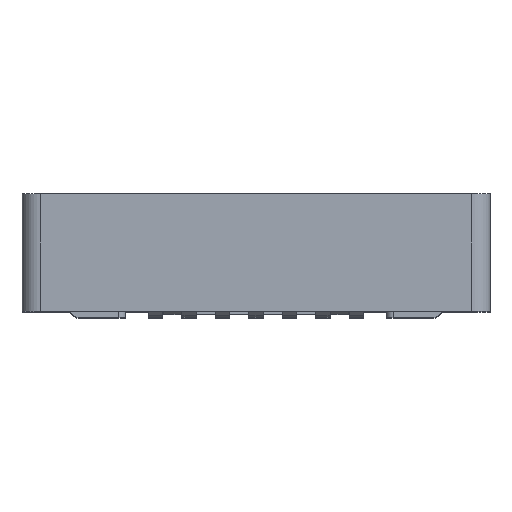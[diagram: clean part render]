
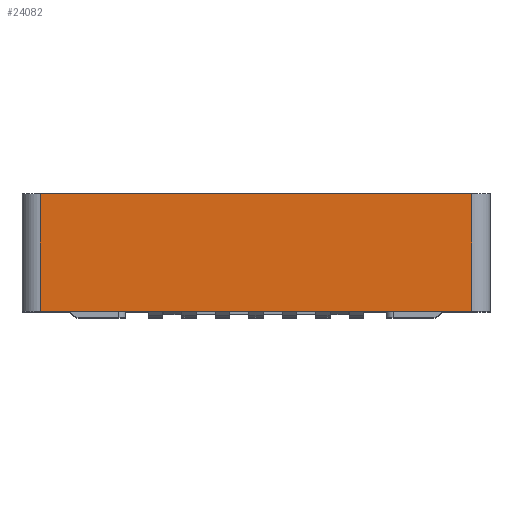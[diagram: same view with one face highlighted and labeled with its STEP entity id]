
A CAD part, top view. The second image highlights one B-rep face of the part: STEP entity #24082.
In plain terms, the highlighted planar face has unit normal (0, 0, 1).
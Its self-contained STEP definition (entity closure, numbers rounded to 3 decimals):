
#53 = VECTOR ( 'NONE', #3488, 1000. ) ;
#155 = VERTEX_POINT ( 'NONE', #18118 ) ;
#2155 = ORIENTED_EDGE ( 'NONE', *, *, #4713, .T. ) ;
#2726 = VECTOR ( 'NONE', #7533, 1000. ) ;
#2938 = CARTESIAN_POINT ( 'NONE',  ( 8.19, 0.23, 10.16 ) ) ;
#3011 = CARTESIAN_POINT ( 'NONE',  ( -8.89, 0.23, 10.16 ) ) ;
#3100 = FACE_OUTER_BOUND ( 'NONE', #4063, .T. ) ;
#3488 = DIRECTION ( 'NONE',  ( 1., 0., 0. ) ) ;
#4063 = EDGE_LOOP ( 'NONE', ( #4130, #16320, #2155, #24915 ) ) ;
#4130 = ORIENTED_EDGE ( 'NONE', *, *, #37864, .F. ) ;
#4713 = EDGE_CURVE ( 'NONE', #21099, #29120, #29254, .T. ) ;
#4759 = LINE ( 'NONE', #36537, #53 ) ;
#6730 = CARTESIAN_POINT ( 'NONE',  ( -8.19, 4.7, 10.16 ) ) ;
#7457 = CARTESIAN_POINT ( 'NONE',  ( -8.89, 31.701, 10.16 ) ) ;
#7533 = DIRECTION ( 'NONE',  ( 0., 1., 0. ) ) ;
#9370 = DIRECTION ( 'NONE',  ( 1., 0., 0. ) ) ;
#10998 = EDGE_CURVE ( 'NONE', #28210, #21099, #34863, .T. ) ;
#15472 = VECTOR ( 'NONE', #18174, 1000. ) ;
#16320 = ORIENTED_EDGE ( 'NONE', *, *, #10998, .T. ) ;
#18118 = CARTESIAN_POINT ( 'NONE',  ( 8.19, 4.7, 10.16 ) ) ;
#18174 = DIRECTION ( 'NONE',  ( 0., -1., 0. ) ) ;
#19346 = AXIS2_PLACEMENT_3D ( 'NONE', #7457, #28346, #28468 ) ;
#19944 = CARTESIAN_POINT ( 'NONE',  ( 8.19, 31.701, 10.16 ) ) ;
#21099 = VERTEX_POINT ( 'NONE', #24294 ) ;
#22528 = EDGE_CURVE ( 'NONE', #29120, #155, #26856, .T. ) ;
#24082 = ADVANCED_FACE ( 'NONE', ( #3100 ), #25442, .F. ) ;
#24294 = CARTESIAN_POINT ( 'NONE',  ( -8.19, 0.23, 10.16 ) ) ;
#24915 = ORIENTED_EDGE ( 'NONE', *, *, #22528, .T. ) ;
#25442 = PLANE ( 'NONE',  #19346 ) ;
#26856 = LINE ( 'NONE', #19944, #2726 ) ;
#27175 = CARTESIAN_POINT ( 'NONE',  ( -8.19, 31.701, 10.16 ) ) ;
#28210 = VERTEX_POINT ( 'NONE', #6730 ) ;
#28346 = DIRECTION ( 'NONE',  ( 0., 0., -1. ) ) ;
#28468 = DIRECTION ( 'NONE',  ( -1., 0., 0. ) ) ;
#29120 = VERTEX_POINT ( 'NONE', #2938 ) ;
#29254 = LINE ( 'NONE', #3011, #33528 ) ;
#33528 = VECTOR ( 'NONE', #9370, 1000. ) ;
#34863 = LINE ( 'NONE', #27175, #15472 ) ;
#36537 = CARTESIAN_POINT ( 'NONE',  ( -8.89, 4.7, 10.16 ) ) ;
#37864 = EDGE_CURVE ( 'NONE', #28210, #155, #4759, .T. ) ;
